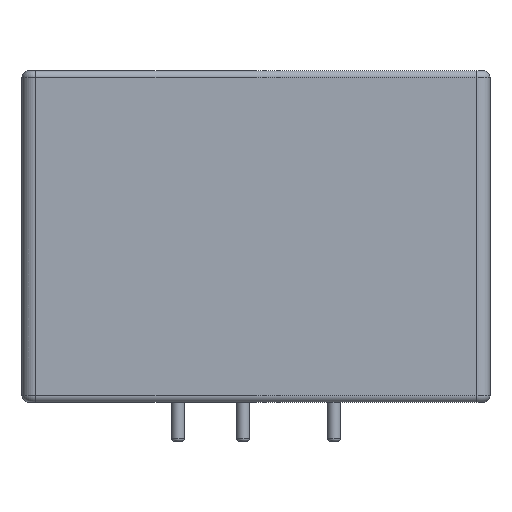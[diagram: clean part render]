
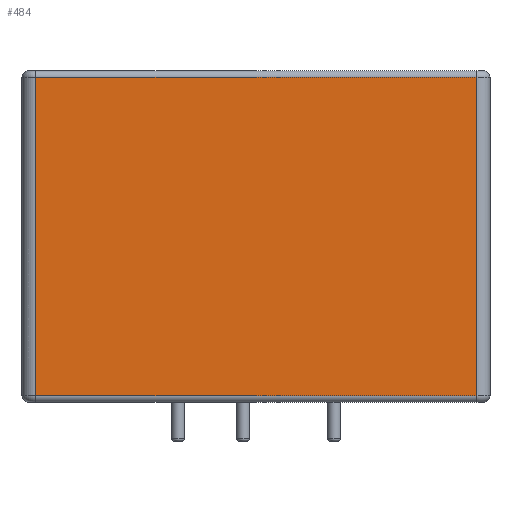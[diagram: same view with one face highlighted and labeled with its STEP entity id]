
A CAD part, front view. The second image highlights one B-rep face of the part: STEP entity #484.
In plain terms, the highlighted planar face has unit normal (0, -1, 0).
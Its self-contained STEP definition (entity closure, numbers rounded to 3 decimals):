
#13=DIRECTION('',(0.,0.,1.));
#95=DIRECTION('',(0.,-1.,0.));
#108=VECTOR('',#109,1.);
#109=DIRECTION('',(-1.,0.,0.));
#260=VERTEX_POINT('',#261);
#261=CARTESIAN_POINT('',(-11.,-52.,0.6));
#277=VERTEX_POINT('',#278);
#278=CARTESIAN_POINT('',(23.,-52.,0.6));
#294=EDGE_CURVE('',#277,#260,#295,.T.);
#295=LINE('',#278,#108);
#369=VECTOR('',#13,1.);
#453=ORIENTED_EDGE('',*,*,#454,.F.);
#454=EDGE_CURVE('',#260,#455,#457,.T.);
#455=VERTEX_POINT('',#456);
#456=CARTESIAN_POINT('',(-11.,-52.,25.1));
#457=LINE('',#458,#369);
#458=CARTESIAN_POINT('',(-11.,-52.,0.1));
#471=EDGE_CURVE('',#277,#472,#474,.T.);
#472=VERTEX_POINT('',#473);
#473=CARTESIAN_POINT('',(23.,-52.,25.1));
#474=LINE('',#475,#369);
#475=CARTESIAN_POINT('',(23.,-52.,0.1));
#484=ADVANCED_FACE('',(#485),#492,.T.);
#485=FACE_BOUND('',#486,.T.);
#486=EDGE_LOOP('',(#487,#488,#453,#491));
#487=ORIENTED_EDGE('',*,*,#471,.T.);
#488=ORIENTED_EDGE('',*,*,#489,.T.);
#489=EDGE_CURVE('',#472,#455,#490,.T.);
#490=LINE('',#473,#108);
#491=ORIENTED_EDGE('',*,*,#294,.F.);
#492=PLANE('',#493);
#493=AXIS2_PLACEMENT_3D('',#494,#95,#109);
#494=CARTESIAN_POINT('',(24.,-52.,0.1));
